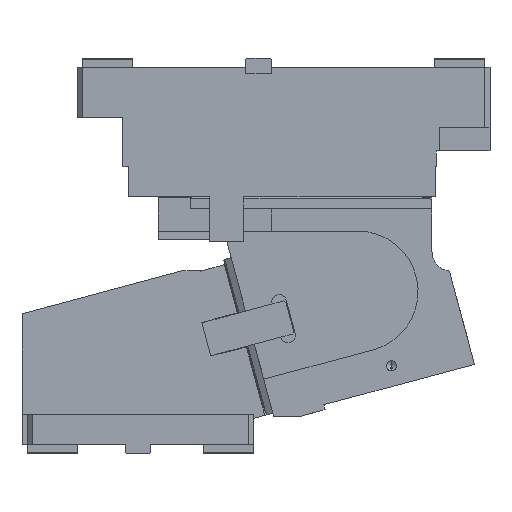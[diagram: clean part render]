
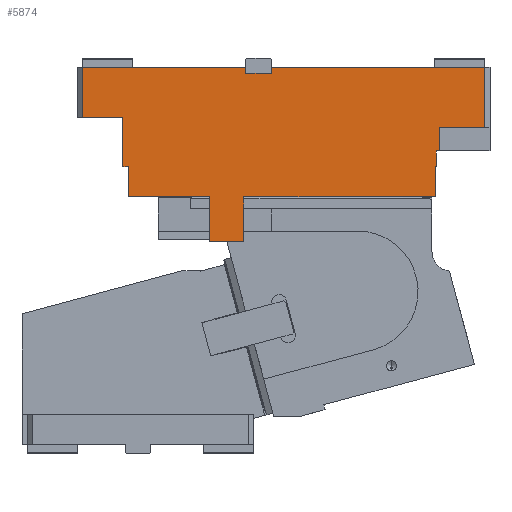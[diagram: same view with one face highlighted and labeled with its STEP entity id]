
A CAD part, front view. The second image highlights one B-rep face of the part: STEP entity #5874.
In plain terms, the highlighted planar face has unit normal (0, -1, 0).
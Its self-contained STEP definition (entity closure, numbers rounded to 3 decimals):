
#230=CARTESIAN_POINT('Vertex',(360.27,-175.,-60.1)) ;
#251=CARTESIAN_POINT('Vertex',(405.,-175.,-60.1)) ;
#254=CARTESIAN_POINT('Line Origine',(382.635,-175.,-60.1)) ;
#281=CARTESIAN_POINT('Line Origine',(405.,-175.,-30.05)) ;
#285=CARTESIAN_POINT('Vertex',(405.,-175.,0.)) ;
#1731=CARTESIAN_POINT('Vertex',(131.37,-175.,-173.27)) ;
#1734=CARTESIAN_POINT('Line Origine',(131.37,-175.,-151.02)) ;
#1738=CARTESIAN_POINT('Vertex',(131.37,-175.,-128.77)) ;
#1764=CARTESIAN_POINT('Vertex',(165.37,-175.,-173.27)) ;
#1767=CARTESIAN_POINT('Line Origine',(148.37,-175.,-173.27)) ;
#1788=CARTESIAN_POINT('Vertex',(165.37,-175.,-128.77)) ;
#1791=CARTESIAN_POINT('Line Origine',(165.37,-175.,-151.02)) ;
#1823=CARTESIAN_POINT('Vertex',(355.87,-175.,-98.77)) ;
#1826=CARTESIAN_POINT('Line Origine',(355.87,-175.,-113.77)) ;
#1830=CARTESIAN_POINT('Vertex',(355.87,-175.,-128.77)) ;
#2274=CARTESIAN_POINT('Vertex',(360.27,-175.,-83.1)) ;
#2277=CARTESIAN_POINT('Line Origine',(358.32,-175.,-83.1)) ;
#2281=CARTESIAN_POINT('Vertex',(356.37,-175.,-83.1)) ;
#2312=CARTESIAN_POINT('Line Origine',(356.37,-175.,-90.935)) ;
#2316=CARTESIAN_POINT('Vertex',(356.37,-175.,-98.77)) ;
#2364=CARTESIAN_POINT('Line Origine',(356.12,-175.,-98.77)) ;
#2748=CARTESIAN_POINT('Line Origine',(260.62,-175.,-128.77)) ;
#2753=CARTESIAN_POINT('Line Origine',(91.12,-175.,-128.77)) ;
#2757=CARTESIAN_POINT('Vertex',(50.87,-175.,-128.77)) ;
#3109=CARTESIAN_POINT('Vertex',(5.,-175.,-50.)) ;
#3112=CARTESIAN_POINT('Line Origine',(5.,-175.,-25.)) ;
#3116=CARTESIAN_POINT('Vertex',(5.,-175.,0.)) ;
#3343=CARTESIAN_POINT('Vertex',(45.,-175.,-50.)) ;
#3346=CARTESIAN_POINT('Line Origine',(25.,-175.,-50.)) ;
#3404=CARTESIAN_POINT('Vertex',(45.,-175.,-98.77)) ;
#3407=CARTESIAN_POINT('Line Origine',(45.,-175.,-74.385)) ;
#3517=CARTESIAN_POINT('Vertex',(50.87,-175.,-98.77)) ;
#3520=CARTESIAN_POINT('Line Origine',(47.935,-175.,-98.77)) ;
#3556=CARTESIAN_POINT('Line Origine',(50.87,-175.,-113.77)) ;
#5579=CARTESIAN_POINT('Line Origine',(360.27,-175.,-71.6)) ;
#5690=CARTESIAN_POINT('Vertex',(192.5,-175.,0.)) ;
#5693=CARTESIAN_POINT('Line Origine',(298.75,-175.,0.)) ;
#5749=CARTESIAN_POINT('Vertex',(192.5,-175.,-6.)) ;
#5752=CARTESIAN_POINT('Line Origine',(192.5,-175.,-3.)) ;
#5801=CARTESIAN_POINT('Vertex',(167.5,-175.,0.)) ;
#5804=CARTESIAN_POINT('Line Origine',(167.5,-175.,-3.)) ;
#5808=CARTESIAN_POINT('Vertex',(167.5,-175.,-6.)) ;
#5828=CARTESIAN_POINT('Line Origine',(180.,-175.,-6.)) ;
#5840=CARTESIAN_POINT('Axis2P3D Location',(199.87,-175.,-90.77)) ;
#5845=CARTESIAN_POINT('Line Origine',(86.25,-175.,0.)) ;
#255=DIRECTION('Vector Direction',(1.,0.,0.)) ;
#282=DIRECTION('Vector Direction',(0.,0.,1.)) ;
#1735=DIRECTION('Vector Direction',(0.,0.,1.)) ;
#1768=DIRECTION('Vector Direction',(1.,0.,0.)) ;
#1792=DIRECTION('Vector Direction',(0.,0.,1.)) ;
#1827=DIRECTION('Vector Direction',(0.,0.,-1.)) ;
#2278=DIRECTION('Vector Direction',(-1.,0.,0.)) ;
#2313=DIRECTION('Vector Direction',(0.,0.,-1.)) ;
#2365=DIRECTION('Vector Direction',(-1.,0.,0.)) ;
#2749=DIRECTION('Vector Direction',(-1.,0.,0.)) ;
#2754=DIRECTION('Vector Direction',(1.,0.,0.)) ;
#3113=DIRECTION('Vector Direction',(0.,0.,-1.)) ;
#3347=DIRECTION('Vector Direction',(1.,0.,0.)) ;
#3408=DIRECTION('Vector Direction',(0.,0.,-1.)) ;
#3521=DIRECTION('Vector Direction',(-1.,0.,0.)) ;
#3557=DIRECTION('Vector Direction',(0.,0.,-1.)) ;
#5580=DIRECTION('Vector Direction',(0.,0.,1.)) ;
#5694=DIRECTION('Vector Direction',(1.,0.,0.)) ;
#5753=DIRECTION('Vector Direction',(0.,0.,1.)) ;
#5805=DIRECTION('Vector Direction',(0.,0.,-1.)) ;
#5829=DIRECTION('Vector Direction',(-1.,0.,0.)) ;
#5841=DIRECTION('Axis2P3D Direction',(0.,1.,0.)) ;
#5842=DIRECTION('Axis2P3D XDirection',(0.,0.,1.)) ;
#5846=DIRECTION('Vector Direction',(1.,0.,0.)) ;
#5843=AXIS2_PLACEMENT_3D('Plane Axis2P3D',#5840,#5841,#5842) ;
#5851=ORIENTED_EDGE('',*,*,#5832,.T.) ;
#5852=ORIENTED_EDGE('',*,*,#5810,.F.) ;
#5853=ORIENTED_EDGE('',*,*,#5849,.F.) ;
#5854=ORIENTED_EDGE('',*,*,#3118,.T.) ;
#5855=ORIENTED_EDGE('',*,*,#3350,.T.) ;
#5856=ORIENTED_EDGE('',*,*,#3411,.T.) ;
#5857=ORIENTED_EDGE('',*,*,#3524,.F.) ;
#5858=ORIENTED_EDGE('',*,*,#3560,.T.) ;
#5859=ORIENTED_EDGE('',*,*,#2759,.T.) ;
#5860=ORIENTED_EDGE('',*,*,#1740,.F.) ;
#5861=ORIENTED_EDGE('',*,*,#1771,.T.) ;
#5862=ORIENTED_EDGE('',*,*,#1795,.T.) ;
#5863=ORIENTED_EDGE('',*,*,#2752,.T.) ;
#5864=ORIENTED_EDGE('',*,*,#1832,.T.) ;
#5865=ORIENTED_EDGE('',*,*,#2368,.F.) ;
#5866=ORIENTED_EDGE('',*,*,#2318,.F.) ;
#5867=ORIENTED_EDGE('',*,*,#2283,.F.) ;
#5868=ORIENTED_EDGE('',*,*,#5583,.T.) ;
#5869=ORIENTED_EDGE('',*,*,#258,.T.) ;
#5870=ORIENTED_EDGE('',*,*,#287,.T.) ;
#5871=ORIENTED_EDGE('',*,*,#5697,.F.) ;
#5872=ORIENTED_EDGE('',*,*,#5756,.F.) ;
#256=VECTOR('Line Direction',#255,1.) ;
#283=VECTOR('Line Direction',#282,1.) ;
#1736=VECTOR('Line Direction',#1735,1.) ;
#1769=VECTOR('Line Direction',#1768,1.) ;
#1793=VECTOR('Line Direction',#1792,1.) ;
#1828=VECTOR('Line Direction',#1827,1.) ;
#2279=VECTOR('Line Direction',#2278,1.) ;
#2314=VECTOR('Line Direction',#2313,1.) ;
#2366=VECTOR('Line Direction',#2365,1.) ;
#2750=VECTOR('Line Direction',#2749,1.) ;
#2755=VECTOR('Line Direction',#2754,1.) ;
#3114=VECTOR('Line Direction',#3113,1.) ;
#3348=VECTOR('Line Direction',#3347,1.) ;
#3409=VECTOR('Line Direction',#3408,1.) ;
#3522=VECTOR('Line Direction',#3521,1.) ;
#3558=VECTOR('Line Direction',#3557,1.) ;
#5581=VECTOR('Line Direction',#5580,1.) ;
#5695=VECTOR('Line Direction',#5694,1.) ;
#5754=VECTOR('Line Direction',#5753,1.) ;
#5806=VECTOR('Line Direction',#5805,1.) ;
#5830=VECTOR('Line Direction',#5829,1.) ;
#5847=VECTOR('Line Direction',#5846,1.) ;
#5874=ADVANCED_FACE('CAM HOLDER',(#5873),#5844,.F.) ;
#258=EDGE_CURVE('',#231,#252,#257,.T.) ;
#287=EDGE_CURVE('',#252,#286,#284,.T.) ;
#1740=EDGE_CURVE('',#1732,#1739,#1737,.T.) ;
#1771=EDGE_CURVE('',#1732,#1765,#1770,.T.) ;
#1795=EDGE_CURVE('',#1765,#1789,#1794,.T.) ;
#1832=EDGE_CURVE('',#1831,#1824,#1829,.F.) ;
#2283=EDGE_CURVE('',#2275,#2282,#2280,.T.) ;
#2318=EDGE_CURVE('',#2282,#2317,#2315,.T.) ;
#2368=EDGE_CURVE('',#2317,#1824,#2367,.T.) ;
#2752=EDGE_CURVE('',#1789,#1831,#2751,.F.) ;
#2759=EDGE_CURVE('',#2758,#1739,#2756,.T.) ;
#3118=EDGE_CURVE('',#3117,#3110,#3115,.T.) ;
#3350=EDGE_CURVE('',#3110,#3344,#3349,.T.) ;
#3411=EDGE_CURVE('',#3344,#3405,#3410,.T.) ;
#3524=EDGE_CURVE('',#3518,#3405,#3523,.T.) ;
#3560=EDGE_CURVE('',#3518,#2758,#3559,.T.) ;
#5583=EDGE_CURVE('',#2275,#231,#5582,.T.) ;
#5697=EDGE_CURVE('',#5691,#286,#5696,.T.) ;
#5756=EDGE_CURVE('',#5750,#5691,#5755,.T.) ;
#5810=EDGE_CURVE('',#5802,#5809,#5807,.T.) ;
#5832=EDGE_CURVE('',#5750,#5809,#5831,.T.) ;
#5849=EDGE_CURVE('',#3117,#5802,#5848,.T.) ;
#5850=EDGE_LOOP('',(#5851,#5852,#5853,#5854,#5855,#5856,#5857,#5858,#5859,#5860,#5861,#5862,#5863,#5864,#5865,#5866,#5867,#5868,#5869,#5870,#5871,#5872)) ;
#5873=FACE_OUTER_BOUND('',#5850,.T.) ;
#257=LINE('Line',#254,#256) ;
#284=LINE('Line',#281,#283) ;
#1737=LINE('Line',#1734,#1736) ;
#1770=LINE('Line',#1767,#1769) ;
#1794=LINE('Line',#1791,#1793) ;
#1829=LINE('Line',#1826,#1828) ;
#2280=LINE('Line',#2277,#2279) ;
#2315=LINE('Line',#2312,#2314) ;
#2367=LINE('Line',#2364,#2366) ;
#2751=LINE('Line',#2748,#2750) ;
#2756=LINE('Line',#2753,#2755) ;
#3115=LINE('Line',#3112,#3114) ;
#3349=LINE('Line',#3346,#3348) ;
#3410=LINE('Line',#3407,#3409) ;
#3523=LINE('Line',#3520,#3522) ;
#3559=LINE('Line',#3556,#3558) ;
#5582=LINE('Line',#5579,#5581) ;
#5696=LINE('Line',#5693,#5695) ;
#5755=LINE('Line',#5752,#5754) ;
#5807=LINE('Line',#5804,#5806) ;
#5831=LINE('Line',#5828,#5830) ;
#5848=LINE('Line',#5845,#5847) ;
#5844=PLANE('Plane',#5843) ;
#231=VERTEX_POINT('',#230) ;
#252=VERTEX_POINT('',#251) ;
#286=VERTEX_POINT('',#285) ;
#1732=VERTEX_POINT('',#1731) ;
#1739=VERTEX_POINT('',#1738) ;
#1765=VERTEX_POINT('',#1764) ;
#1789=VERTEX_POINT('',#1788) ;
#1824=VERTEX_POINT('',#1823) ;
#1831=VERTEX_POINT('',#1830) ;
#2275=VERTEX_POINT('',#2274) ;
#2282=VERTEX_POINT('',#2281) ;
#2317=VERTEX_POINT('',#2316) ;
#2758=VERTEX_POINT('',#2757) ;
#3110=VERTEX_POINT('',#3109) ;
#3117=VERTEX_POINT('',#3116) ;
#3344=VERTEX_POINT('',#3343) ;
#3405=VERTEX_POINT('',#3404) ;
#3518=VERTEX_POINT('',#3517) ;
#5691=VERTEX_POINT('',#5690) ;
#5750=VERTEX_POINT('',#5749) ;
#5802=VERTEX_POINT('',#5801) ;
#5809=VERTEX_POINT('',#5808) ;
